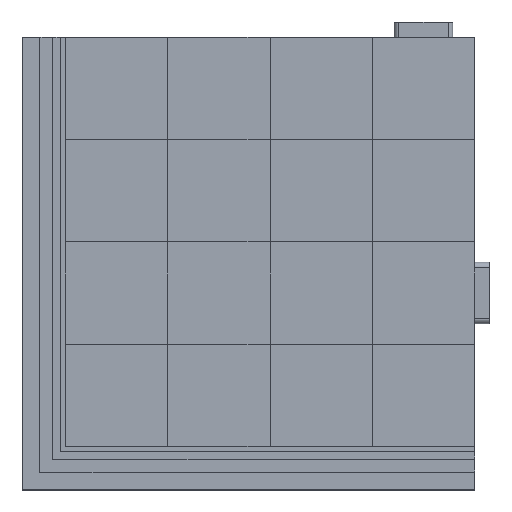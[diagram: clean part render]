
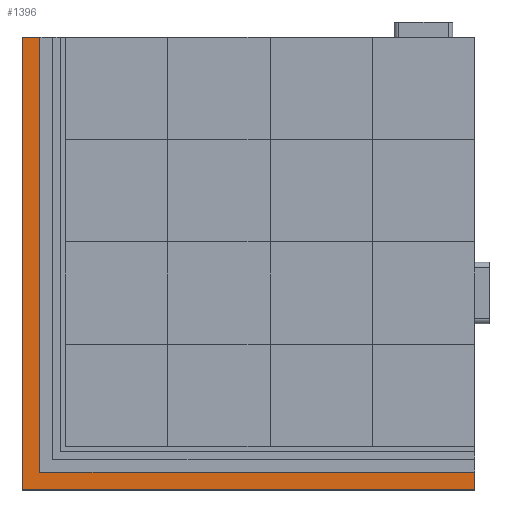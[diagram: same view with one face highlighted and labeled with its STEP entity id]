
A CAD part, top view. The second image highlights one B-rep face of the part: STEP entity #1396.
In plain terms, the highlighted planar face has unit normal (0, 0, 1).
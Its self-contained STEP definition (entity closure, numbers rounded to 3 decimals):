
#85=PLANE('',#1512);
#162=FACE_OUTER_BOUND('',#243,.T.);
#243=EDGE_LOOP('',(#1255,#1256,#1257,#1258,#1259,#1260));
#388=LINE('',#2188,#558);
#400=LINE('',#2214,#570);
#404=LINE('',#2221,#574);
#409=LINE('',#2232,#579);
#412=LINE('',#2236,#582);
#413=LINE('',#2238,#583);
#558=VECTOR('',#1821,10.);
#570=VECTOR('',#1843,10.);
#574=VECTOR('',#1849,10.);
#579=VECTOR('',#1858,10.);
#582=VECTOR('',#1863,10.);
#583=VECTOR('',#1866,10.);
#690=VERTEX_POINT('',#2185);
#691=VERTEX_POINT('',#2187);
#699=VERTEX_POINT('',#2212);
#700=VERTEX_POINT('',#2213);
#705=VERTEX_POINT('',#2229);
#706=VERTEX_POINT('',#2231);
#866=EDGE_CURVE('',#691,#690,#388,.T.);
#878=EDGE_CURVE('',#699,#700,#400,.T.);
#882=EDGE_CURVE('',#700,#691,#404,.T.);
#887=EDGE_CURVE('',#706,#705,#409,.T.);
#890=EDGE_CURVE('',#690,#706,#412,.T.);
#891=EDGE_CURVE('',#705,#699,#413,.T.);
#1255=ORIENTED_EDGE('',*,*,#882,.T.);
#1256=ORIENTED_EDGE('',*,*,#866,.T.);
#1257=ORIENTED_EDGE('',*,*,#890,.T.);
#1258=ORIENTED_EDGE('',*,*,#887,.T.);
#1259=ORIENTED_EDGE('',*,*,#891,.T.);
#1260=ORIENTED_EDGE('',*,*,#878,.T.);
#1396=ADVANCED_FACE('',(#162),#85,.T.);
#1512=AXIS2_PLACEMENT_3D('',#2240,#1868,#1869);
#1821=DIRECTION('',(-1.,0.,0.));
#1843=DIRECTION('',(-1.,0.,0.));
#1849=DIRECTION('',(0.,1.,0.));
#1858=DIRECTION('',(1.,0.,0.));
#1863=DIRECTION('',(0.,-1.,0.));
#1866=DIRECTION('',(0.,1.,0.));
#1868=DIRECTION('center_axis',(0.,0.,1.));
#1869=DIRECTION('ref_axis',(1.,0.,0.));
#2185=CARTESIAN_POINT('',(-97.,80.,3.));
#2187=CARTESIAN_POINT('',(-90.,80.,3.));
#2188=CARTESIAN_POINT('',(80.,80.,3.));
#2212=CARTESIAN_POINT('',(80.,-90.,3.));
#2213=CARTESIAN_POINT('',(-90.,-90.,3.));
#2214=CARTESIAN_POINT('',(-49.25,-90.,3.));
#2221=CARTESIAN_POINT('',(-90.,35.75,3.));
#2229=CARTESIAN_POINT('',(80.,-97.,3.));
#2231=CARTESIAN_POINT('',(-97.,-97.,3.));
#2232=CARTESIAN_POINT('',(-97.,-97.,3.));
#2236=CARTESIAN_POINT('',(-97.,80.,3.));
#2238=CARTESIAN_POINT('',(80.,-97.,3.));
#2240=CARTESIAN_POINT('Origin',(-8.5,-8.5,3.));
